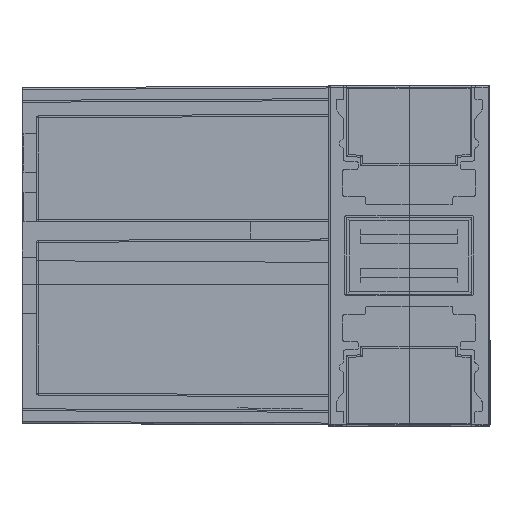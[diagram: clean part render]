
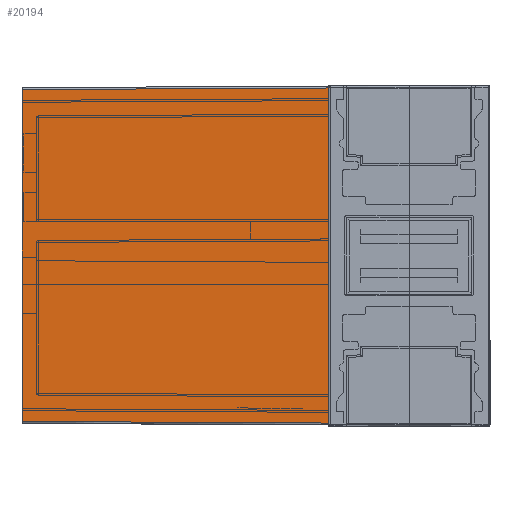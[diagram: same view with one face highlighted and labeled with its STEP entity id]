
A CAD part, front view. The second image highlights one B-rep face of the part: STEP entity #20194.
In plain terms, the highlighted planar face has unit normal (-0.005, -1, 0).
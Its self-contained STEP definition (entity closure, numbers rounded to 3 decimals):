
#2527=FACE_OUTER_BOUND('',#3641,.T.);
#3641=EDGE_LOOP('',(#14084,#14085,#14086,#14087,#14088,#14089));
#4732=LINE('',#29016,#6727);
#4806=LINE('',#29329,#6801);
#4907=LINE('',#29620,#6902);
#4911=LINE('',#29630,#6906);
#4912=LINE('',#29632,#6907);
#4913=LINE('',#29633,#6908);
#6727=VECTOR('',#23202,10.);
#6801=VECTOR('',#23448,10.);
#6902=VECTOR('',#23767,10.);
#6906=VECTOR('',#23781,10.);
#6907=VECTOR('',#23784,10.);
#6908=VECTOR('',#23785,10.);
#8726=VERTEX_POINT('',#29004);
#8731=VERTEX_POINT('',#29014);
#8828=VERTEX_POINT('',#29326);
#8829=VERTEX_POINT('',#29328);
#8910=VERTEX_POINT('',#29618);
#8911=VERTEX_POINT('',#29627);
#10615=EDGE_CURVE('',#8731,#8726,#4732,.T.);
#10744=EDGE_CURVE('',#8828,#8829,#4806,.F.);
#10895=EDGE_CURVE('',#8910,#8828,#4907,.T.);
#10901=EDGE_CURVE('',#8829,#8911,#4911,.T.);
#10902=EDGE_CURVE('',#8726,#8910,#4912,.T.);
#10903=EDGE_CURVE('',#8911,#8731,#4913,.T.);
#14084=ORIENTED_EDGE('',*,*,#10895,.F.);
#14085=ORIENTED_EDGE('',*,*,#10902,.F.);
#14086=ORIENTED_EDGE('',*,*,#10615,.F.);
#14087=ORIENTED_EDGE('',*,*,#10903,.F.);
#14088=ORIENTED_EDGE('',*,*,#10901,.F.);
#14089=ORIENTED_EDGE('',*,*,#10744,.F.);
#19537=PLANE('',#21455);
#20194=ADVANCED_FACE('',(#2527),#19537,.T.);
#21455=AXIS2_PLACEMENT_3D('',#29631,#23782,#23783);
#23202=DIRECTION('',(0.,0.,-1.));
#23448=DIRECTION('',(0.,0.,-1.));
#23767=DIRECTION('',(-1.,0.005,0.005));
#23781=DIRECTION('',(1.,-0.005,0.005));
#23782=DIRECTION('center_axis',(-0.005,-1.,
0.));
#23783=DIRECTION('ref_axis',(0.,0.,
-1.));
#23784=DIRECTION('',(0.,0.,-1.));
#23785=DIRECTION('',(0.,0.,-1.));
#29004=CARTESIAN_POINT('',(-8.25,-459.2,-3.5));
#29014=CARTESIAN_POINT('',(-8.25,-459.2,3.5));
#29016=CARTESIAN_POINT('',(-8.25,-459.2,17.4));
#29326=CARTESIAN_POINT('',(-39.75,-459.035,-17.035));
#29328=CARTESIAN_POINT('',(-39.75,-459.035,17.035));
#29329=CARTESIAN_POINT('',(-39.75,-459.035,8.7));
#29618=CARTESIAN_POINT('',(-8.25,-459.2,-17.2));
#29620=CARTESIAN_POINT('',(-39.839,-459.035,-17.035));
#29627=CARTESIAN_POINT('',(-8.25,-459.2,17.2));
#29630=CARTESIAN_POINT('',(-39.791,-459.035,17.035));
#29631=CARTESIAN_POINT('Origin',(-39.75,-459.035,17.4));
#29632=CARTESIAN_POINT('',(-8.25,-459.2,0.05));
#29633=CARTESIAN_POINT('',(-8.25,-459.2,0.05));
